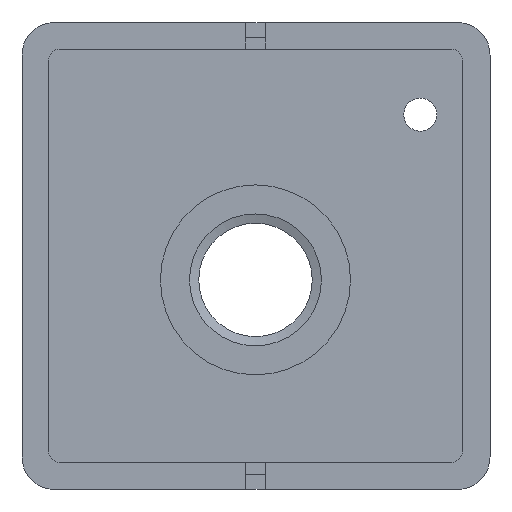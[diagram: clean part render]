
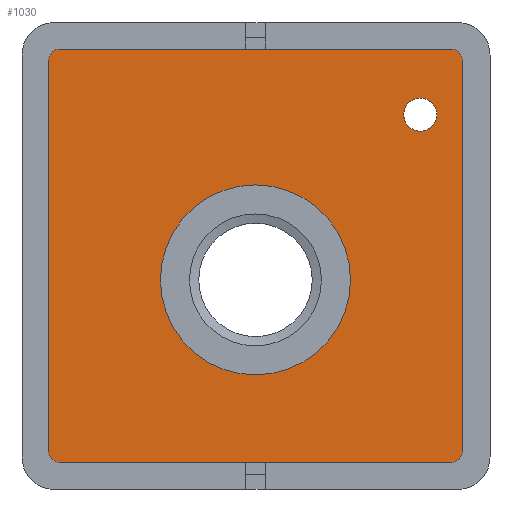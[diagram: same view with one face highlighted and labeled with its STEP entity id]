
A CAD part, front view. The second image highlights one B-rep face of the part: STEP entity #1030.
In plain terms, the highlighted planar face has unit normal (0, -1, 0).
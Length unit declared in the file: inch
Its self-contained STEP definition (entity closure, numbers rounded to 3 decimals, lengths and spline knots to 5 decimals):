
#19=FACE_BOUND('',#152,.T.);
#20=FACE_BOUND('',#153,.T.);
#93=FACE_OUTER_BOUND('',#151,.T.);
#151=EDGE_LOOP('',(#915,#916,#917,#918,#919,#920,#921,#922));
#152=EDGE_LOOP('',(#923));
#153=EDGE_LOOP('',(#924));
#166=CIRCLE('',#1073,0.0305);
#191=CIRCLE('',#1127,0.02);
#192=CIRCLE('',#1129,0.02);
#193=CIRCLE('',#1132,0.02);
#194=CIRCLE('',#1135,0.02);
#195=CIRCLE('',#1137,0.175);
#233=LINE('',#1530,#340);
#259=LINE('',#1595,#366);
#298=LINE('',#1716,#405);
#301=LINE('',#1724,#408);
#340=VECTOR('',#1223,0.3937);
#366=VECTOR('',#1283,0.3937);
#405=VECTOR('',#1412,0.3937);
#408=VECTOR('',#1421,0.3937);
#443=VERTEX_POINT('',#1527);
#444=VERTEX_POINT('',#1529);
#451=VERTEX_POINT('',#1549);
#465=VERTEX_POINT('',#1592);
#466=VERTEX_POINT('',#1594);
#502=VERTEX_POINT('',#1708);
#503=VERTEX_POINT('',#1712);
#504=VERTEX_POINT('',#1718);
#505=VERTEX_POINT('',#1722);
#506=VERTEX_POINT('',#1728);
#552=EDGE_CURVE('',#443,#444,#233,.T.);
#563=EDGE_CURVE('',#451,#451,#166,.T.);
#584=EDGE_CURVE('',#465,#466,#259,.T.);
#641=EDGE_CURVE('',#502,#466,#191,.T.);
#643=EDGE_CURVE('',#443,#503,#192,.T.);
#645=EDGE_CURVE('',#502,#503,#298,.T.);
#646=EDGE_CURVE('',#465,#504,#193,.T.);
#649=EDGE_CURVE('',#505,#504,#301,.T.);
#650=EDGE_CURVE('',#505,#444,#194,.T.);
#651=EDGE_CURVE('',#506,#506,#195,.T.);
#915=ORIENTED_EDGE('',*,*,#641,.T.);
#916=ORIENTED_EDGE('',*,*,#584,.F.);
#917=ORIENTED_EDGE('',*,*,#646,.T.);
#918=ORIENTED_EDGE('',*,*,#649,.F.);
#919=ORIENTED_EDGE('',*,*,#650,.T.);
#920=ORIENTED_EDGE('',*,*,#552,.F.);
#921=ORIENTED_EDGE('',*,*,#643,.T.);
#922=ORIENTED_EDGE('',*,*,#645,.F.);
#923=ORIENTED_EDGE('',*,*,#563,.T.);
#924=ORIENTED_EDGE('',*,*,#651,.T.);
#977=PLANE('',#1136);
#1030=ADVANCED_FACE('',(#93,#19,#20),#977,.F.);
#1073=AXIS2_PLACEMENT_3D('',#1551,#1241,#1242);
#1127=AXIS2_PLACEMENT_3D('',#1709,#1402,#1403);
#1129=AXIS2_PLACEMENT_3D('',#1713,#1407,#1408);
#1132=AXIS2_PLACEMENT_3D('',#1719,#1415,#1416);
#1135=AXIS2_PLACEMENT_3D('',#1726,#1424,#1425);
#1136=AXIS2_PLACEMENT_3D('',#1727,#1426,#1427);
#1137=AXIS2_PLACEMENT_3D('',#1729,#1428,#1429);
#1223=DIRECTION('',(1.,0.,0.));
#1241=DIRECTION('center_axis',(0.,1.,0.));
#1242=DIRECTION('ref_axis',(0.,0.,1.));
#1283=DIRECTION('',(-1.,0.,0.));
#1402=DIRECTION('center_axis',(0.,-1.,0.));
#1403=DIRECTION('ref_axis',(-0.707,0.,-0.707));
#1407=DIRECTION('center_axis',(0.,-1.,0.));
#1408=DIRECTION('ref_axis',(-0.707,0.,0.707));
#1412=DIRECTION('',(0.,0.,1.));
#1415=DIRECTION('center_axis',(0.,-1.,0.));
#1416=DIRECTION('ref_axis',(0.707,0.,-0.707));
#1421=DIRECTION('',(0.,0.,-1.));
#1424=DIRECTION('center_axis',(0.,-1.,0.));
#1425=DIRECTION('ref_axis',(0.707,0.,0.707));
#1426=DIRECTION('center_axis',(0.,1.,0.));
#1427=DIRECTION('ref_axis',(0.,0.,1.));
#1428=DIRECTION('center_axis',(0.,1.,0.));
#1429=DIRECTION('ref_axis',(1.,0.,0.));
#1527=CARTESIAN_POINT('',(-0.34848,-0.042,0.41491));
#1529=CARTESIAN_POINT('',(0.37352,-0.042,0.41491));
#1530=CARTESIAN_POINT('',(-0.36848,-0.042,0.41491));
#1549=CARTESIAN_POINT('',(0.31617,-0.042,0.26388));
#1551=CARTESIAN_POINT('Origin',(0.31617,-0.042,0.29438));
#1592=CARTESIAN_POINT('',(0.37352,-0.042,-0.34609));
#1594=CARTESIAN_POINT('',(-0.34848,-0.042,-0.34609));
#1595=CARTESIAN_POINT('',(0.39352,-0.042,-0.34609));
#1708=CARTESIAN_POINT('',(-0.36848,-0.042,-0.32609));
#1709=CARTESIAN_POINT('Origin',(-0.34848,-0.042,-0.32609));
#1712=CARTESIAN_POINT('',(-0.36848,-0.042,0.39491));
#1713=CARTESIAN_POINT('Origin',(-0.34848,-0.042,0.39491));
#1716=CARTESIAN_POINT('',(-0.36848,-0.042,-0.34609));
#1718=CARTESIAN_POINT('',(0.39352,-0.042,-0.32609));
#1719=CARTESIAN_POINT('Origin',(0.37352,-0.042,-0.32609));
#1722=CARTESIAN_POINT('',(0.39352,-0.042,0.39491));
#1724=CARTESIAN_POINT('',(0.39352,-0.042,0.41491));
#1726=CARTESIAN_POINT('Origin',(0.37352,-0.042,0.39491));
#1727=CARTESIAN_POINT('Origin',(0.01252,-0.042,0.03441));
#1728=CARTESIAN_POINT('',(-0.16248,-0.042,-0.01009));
#1729=CARTESIAN_POINT('Origin',(0.01252,-0.042,-0.01009));
